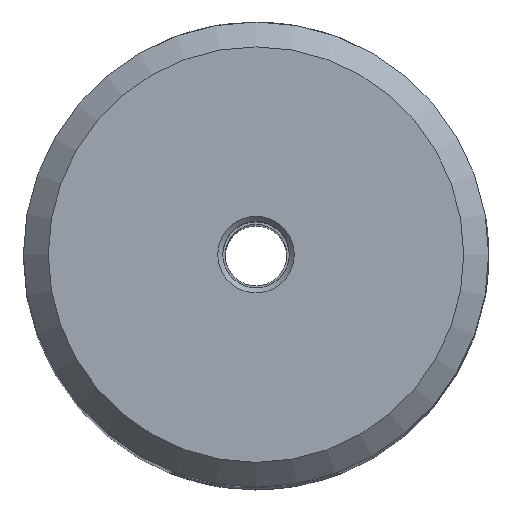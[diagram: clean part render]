
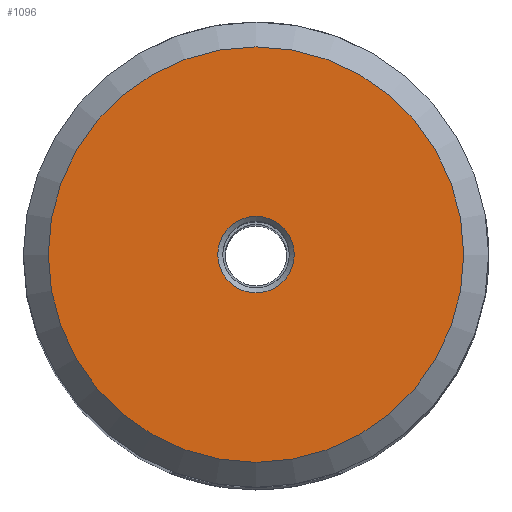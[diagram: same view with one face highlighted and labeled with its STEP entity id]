
A CAD part, top view. The second image highlights one B-rep face of the part: STEP entity #1096.
In plain terms, the highlighted planar face has unit normal (0, 0, 1).
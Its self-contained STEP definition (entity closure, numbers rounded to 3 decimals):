
#27 = VERTEX_POINT ( 'NONE', #348 ) ;
#56 = EDGE_CURVE ( 'NONE', #903, #903, #1495, .T. ) ;
#68 = CARTESIAN_POINT ( 'NONE',  ( 0., 0., 95. ) ) ;
#131 = ORIENTED_EDGE ( 'NONE', *, *, #401, .T. ) ;
#185 = FACE_BOUND ( 'NONE', #1191, .T. ) ;
#326 = EDGE_LOOP ( 'NONE', ( #1113 ) ) ;
#348 = CARTESIAN_POINT ( 'NONE',  ( 2.3, 0., 95. ) ) ;
#401 = EDGE_CURVE ( 'NONE', #27, #27, #663, .T. ) ;
#425 = CARTESIAN_POINT ( 'NONE',  ( 0., 0., 95. ) ) ;
#585 = DIRECTION ( 'NONE',  ( 1., 0., 0. ) ) ;
#637 = FACE_OUTER_BOUND ( 'NONE', #326, .T. ) ;
#639 = DIRECTION ( 'NONE',  ( 1., 0., 0. ) ) ;
#663 = CIRCLE ( 'NONE', #1381, 2.3 ) ;
#832 = AXIS2_PLACEMENT_3D ( 'NONE', #425, #1243, #585 ) ;
#903 = VERTEX_POINT ( 'NONE', #910 ) ;
#910 = CARTESIAN_POINT ( 'NONE',  ( 12.5, 0., 95. ) ) ;
#952 = CARTESIAN_POINT ( 'NONE',  ( 0., 0., 95. ) ) ;
#991 = DIRECTION ( 'NONE',  ( 0., 0., 1. ) ) ;
#1096 = ADVANCED_FACE ( 'NONE', ( #185, #637 ), #1108, .T. ) ;
#1108 = PLANE ( 'NONE',  #1397 ) ;
#1113 = ORIENTED_EDGE ( 'NONE', *, *, #56, .T. ) ;
#1191 = EDGE_LOOP ( 'NONE', ( #131 ) ) ;
#1243 = DIRECTION ( 'NONE',  ( 0., 0., 1. ) ) ;
#1381 = AXIS2_PLACEMENT_3D ( 'NONE', #952, #1483, #639 ) ;
#1397 = AXIS2_PLACEMENT_3D ( 'NONE', #68, #991, #1461 ) ;
#1461 = DIRECTION ( 'NONE',  ( 1., 0., 0. ) ) ;
#1483 = DIRECTION ( 'NONE',  ( 0., 0., -1. ) ) ;
#1495 = CIRCLE ( 'NONE', #832, 12.5 ) ;
